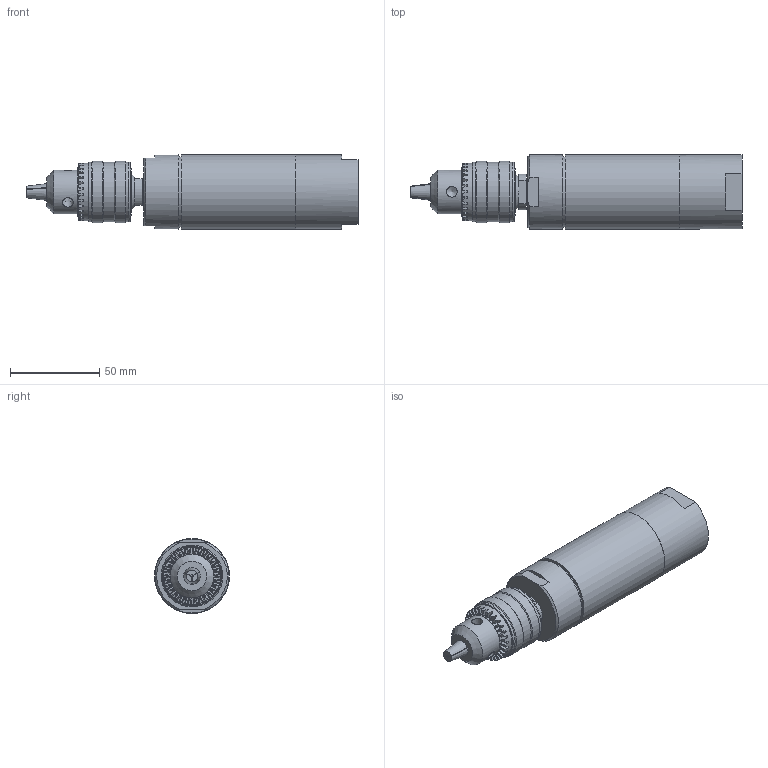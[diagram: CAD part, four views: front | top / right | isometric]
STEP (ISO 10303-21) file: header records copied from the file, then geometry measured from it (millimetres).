
FILE_DESCRIPTION((''),'2;1');
FILE_NAME('EBMU 23-4000 B_60009287.stp','2008-07-21T07:40:22',('rmorof'),(''),'Autodesk Inventor 2008','Autodesk Inventor 2008','');
FILE_SCHEMA(('CONFIG_CONTROL_DESIGN'));
Length unit declared in the file: millimetre
Products named in the file (1): EBMU 23-4000 B_60009287
Bounding box: 186 x 42 x 42 mm (x, y, z)
Volume: 193495.6 mm3; surface area: 28184 mm2
Topology: 1 solids, 1 shells, 440 faces, 1175 edges, 750 vertices
Faces by surface type: plane 278, cylinder 107, cone 43, bspline 10, torus 2
Full cylindrical faces by diameter (mm): 1.5 x1, 14.95 x1, 16 x1, 24.5 x1, 27.47 x1, 32 x1, 33.5 x3, 34.5 x2, 39.592 x1, 41.5 x2, 42 x1
Entity records: 15315 total; most frequent: CARTESIAN_POINT 4130, ORIENTED_EDGE 2242, DIRECTION 2222, EDGE_CURVE 1121, AXIS2_PLACEMENT_3D 803, VERTEX_POINT 731, VECTOR 616, LINE 616
